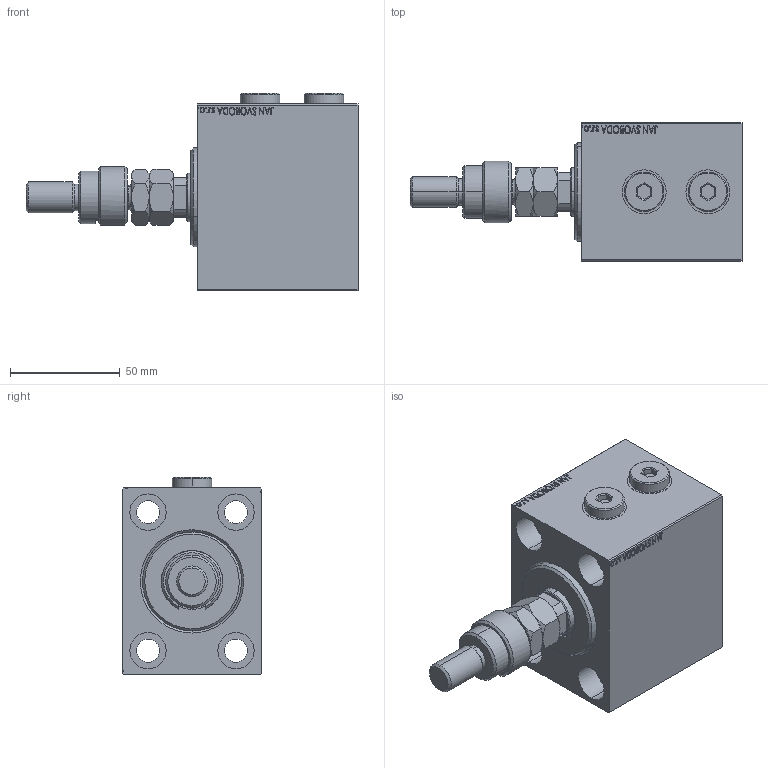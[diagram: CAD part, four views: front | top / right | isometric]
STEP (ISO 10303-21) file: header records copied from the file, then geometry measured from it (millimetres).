
FILE_DESCRIPTION (( 'STEP AP203' ), '1' );
FILE_NAME ('a86a.STEP', '2024-02-13T01:47:13', ( '' ), ( '' ), 'SwSTEP 2.0', 'SolidWorks 2019', '' );
FILE_SCHEMA (( 'CONFIG_CONTROL_DESIGN' ));
Length unit declared in the file: millimetre
Products named in the file (8): FEMALE_PART_FOR_DFA 63c37c9cc1c042199f4e14c0b4e0cc2c; Zatka_OIL_PORT 63c37c9cc1c042199f4e14c0b4e0cc2c; DFA 63c37c9cc1c042199f4e14c0b4e0cc2c; V450CM_C_VCP 63c37c9cc1c042199f4e14c0b4e0cc2c; a86a; V450CM_VC_B 63c37c9cc1c042199f4e14c0b4e0cc2c; MFA 63c37c9cc1c042199f4e14c0b4e0cc2c; V450CM_C_Body 63c37c9cc1c042199f4e14c0b4e0cc2c
Assembly tree (8 placements, depth 3):
  a86a
    V450CM_C_Body 63c37c9cc1c042199f4e14c0b4e0cc2c
    V450CM_C_VCP 63c37c9cc1c042199f4e14c0b4e0cc2c
    V450CM_VC_B 63c37c9cc1c042199f4e14c0b4e0cc2c
    DFA 63c37c9cc1c042199f4e14c0b4e0cc2c
      FEMALE_PART_FOR_DFA 63c37c9cc1c042199f4e14c0b4e0cc2c
      MFA 63c37c9cc1c042199f4e14c0b4e0cc2c
    Zatka_OIL_PORT 63c37c9cc1c042199f4e14c0b4e0cc2c  x2
Bounding box: 151 x 63 x 89.9 mm (x, y, z)
Volume: 366186.2 mm3; surface area: 78167.9 mm2
Topology: 7 solids, 7 shells, 999 faces, 2502 edges, 1637 vertices
Faces by surface type: plane 470, bspline 380, cylinder 87, cone 58, torus 4
Entity records: 47862 total; most frequent: CARTESIAN_POINT 26019, ORIENTED_EDGE 4920, DIRECTION 3086, EDGE_CURVE 2460, VERTEX_POINT 1613, VECTOR 1406, LINE 1406, EDGE_LOOP 1117
